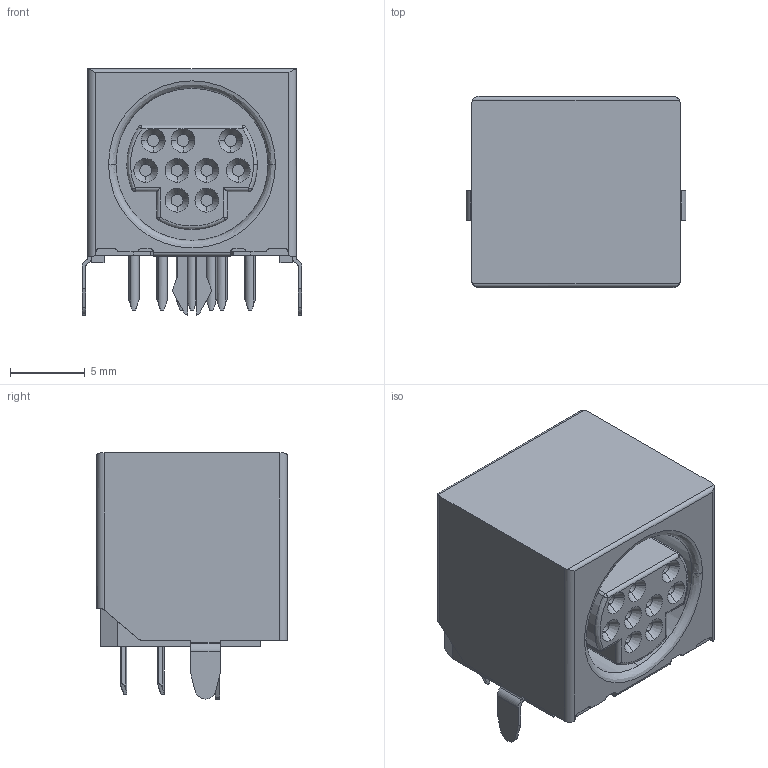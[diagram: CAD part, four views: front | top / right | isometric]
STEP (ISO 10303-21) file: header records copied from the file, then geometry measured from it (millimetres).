
FILE_DESCRIPTION(('STEP AP242'),'1');
FILE_NAME('KMDGX-9S-BS-1_A1.stp','2025-05-19T19:23:17',(' '),(' '),'Spatial InterOp 3D',' ',' ');
FILE_SCHEMA(('AP242_MANAGED_MODEL_BASED_3D_ENGINEERING_MIM_LF {1 0 10303 442 1 1 4}'));
Length unit declared in the file: metre
Products named in the file (1): Solid1
Bounding box: 14.75 x 12.8 x 16.5 mm (x, y, z)
Volume: 2000.2 mm3; surface area: 1745.9 mm2
Topology: 1 solids, 1 shells, 417 faces, 1155 edges, 760 vertices
Faces by surface type: plane 273, cylinder 111, cone 18, bspline 6, sphere 6, revolution 3
Entity records: 16940 total; most frequent: CARTESIAN_POINT 4697, ORIENTED_EDGE 2298, DIRECTION 2244, EDGE_CURVE 1149, LINE 777, VECTOR 777, VERTEX_POINT 760, AXIS2_PLACEMENT_3D 732
